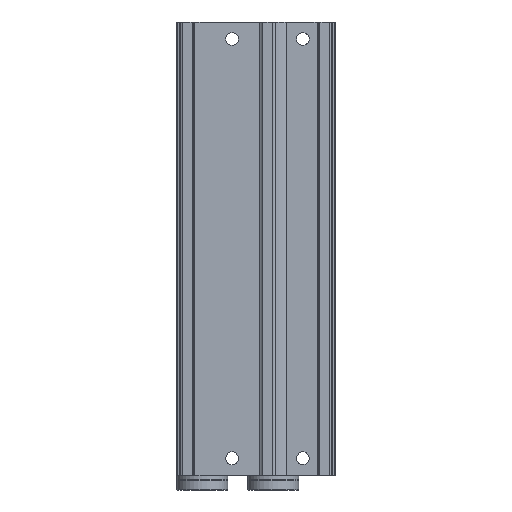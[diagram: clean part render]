
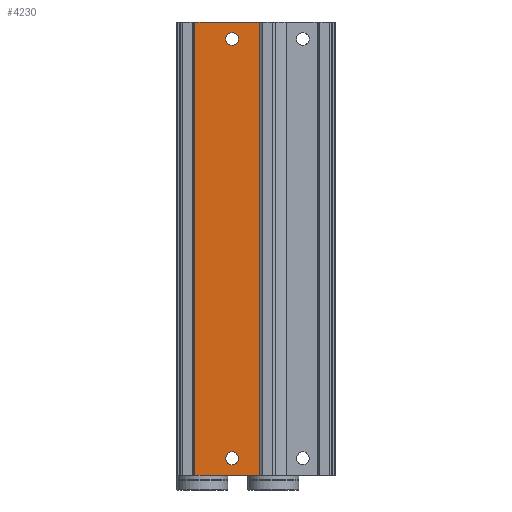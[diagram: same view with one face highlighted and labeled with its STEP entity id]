
A CAD part, front view. The second image highlights one B-rep face of the part: STEP entity #4230.
In plain terms, the highlighted planar face has unit normal (0, -1, 0).
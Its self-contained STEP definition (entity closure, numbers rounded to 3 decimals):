
#187=PLANE('',#4573);
#320=CIRCLE('',#4574,2.25);
#321=CIRCLE('',#4575,2.25);
#641=ORIENTED_EDGE('',*,*,#1739,.F.);
#642=ORIENTED_EDGE('',*,*,#1740,.F.);
#643=ORIENTED_EDGE('',*,*,#1741,.F.);
#644=ORIENTED_EDGE('',*,*,#1738,.F.);
#645=ORIENTED_EDGE('',*,*,#1742,.T.);
#646=ORIENTED_EDGE('',*,*,#1743,.T.);
#1738=EDGE_CURVE('',#2282,#2281,#2687,.T.);
#1739=EDGE_CURVE('',#2283,#2283,#320,.T.);
#1740=EDGE_CURVE('',#2284,#2284,#321,.T.);
#1741=EDGE_CURVE('',#2281,#2285,#2688,.T.);
#1742=EDGE_CURVE('',#2282,#2286,#2689,.T.);
#1743=EDGE_CURVE('',#2286,#2285,#2690,.T.);
#2281=VERTEX_POINT('',#6830);
#2282=VERTEX_POINT('',#6832);
#2283=VERTEX_POINT('',#6836);
#2284=VERTEX_POINT('',#6838);
#2285=VERTEX_POINT('',#6840);
#2286=VERTEX_POINT('',#6842);
#2687=LINE('',#6833,#2968);
#2688=LINE('',#6839,#2969);
#2689=LINE('',#6841,#2970);
#2690=LINE('',#6843,#2971);
#2968=VECTOR('',#5176,1000.);
#2969=VECTOR('',#5183,1000.);
#2970=VECTOR('',#5184,1000.);
#2971=VECTOR('',#5185,1000.);
#3251=EDGE_LOOP('',(#641));
#3252=EDGE_LOOP('',(#642));
#3253=EDGE_LOOP('',(#643,#644,#645,#646));
#3692=FACE_BOUND('',#3251,.T.);
#3693=FACE_BOUND('',#3252,.T.);
#3694=FACE_BOUND('',#3253,.T.);
#4230=ADVANCED_FACE('',(#3692,#3693,#3694),#187,.T.);
#4573=AXIS2_PLACEMENT_3D('',#6834,#5177,#5178);
#4574=AXIS2_PLACEMENT_3D('',#6835,#5179,#5180);
#4575=AXIS2_PLACEMENT_3D('',#6837,#5181,#5182);
#5176=DIRECTION('',(0.,0.,1.));
#5177=DIRECTION('',(0.,-1.,0.));
#5178=DIRECTION('',(0.,0.,-1.));
#5179=DIRECTION('',(0.,-1.,0.));
#5180=DIRECTION('',(0.,0.,-1.));
#5181=DIRECTION('',(0.,-1.,0.));
#5182=DIRECTION('',(0.,0.,-1.));
#5183=DIRECTION('',(1.,0.,0.));
#5184=DIRECTION('',(1.,0.,0.));
#5185=DIRECTION('',(0.,0.,1.));
#6830=CARTESIAN_POINT('',(-27.6,6.5,0.));
#6832=CARTESIAN_POINT('',(-27.6,6.5,-160.));
#6833=CARTESIAN_POINT('',(-27.6,6.5,-160.));
#6834=CARTESIAN_POINT('',(-27.6,6.5,-160.));
#6835=CARTESIAN_POINT('',(-14.5,6.5,-154.));
#6836=CARTESIAN_POINT('',(-14.5,6.5,-156.25));
#6837=CARTESIAN_POINT('',(-14.5,6.5,-6.));
#6838=CARTESIAN_POINT('',(-14.5,6.5,-8.25));
#6839=CARTESIAN_POINT('',(-27.6,6.5,0.));
#6840=CARTESIAN_POINT('',(-4.75,6.5,0.));
#6841=CARTESIAN_POINT('',(-27.6,6.5,-160.));
#6842=CARTESIAN_POINT('',(-4.75,6.5,-160.));
#6843=CARTESIAN_POINT('',(-4.75,6.5,-160.));
